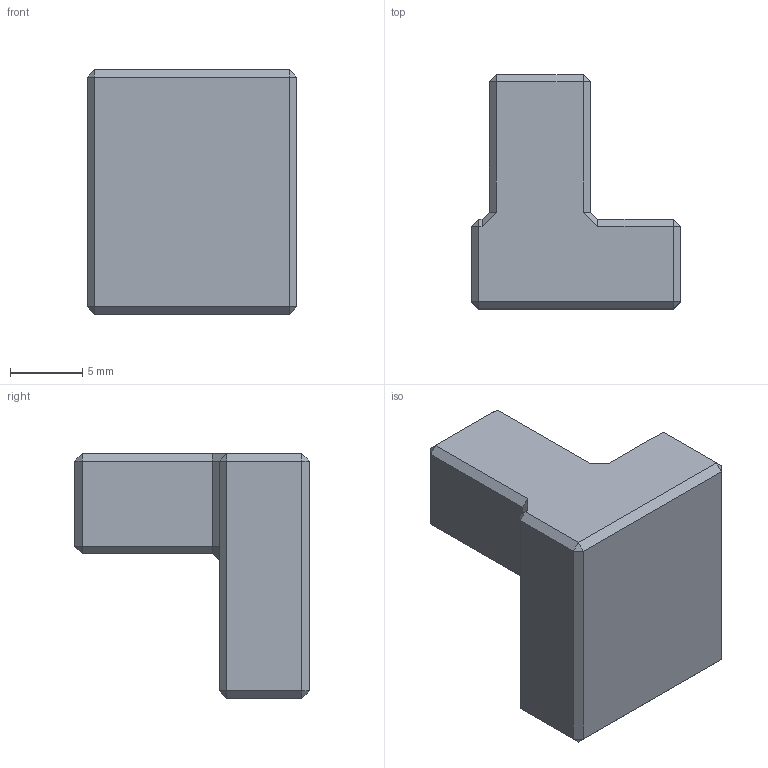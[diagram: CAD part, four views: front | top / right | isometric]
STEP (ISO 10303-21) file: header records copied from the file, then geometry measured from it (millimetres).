
FILE_DESCRIPTION (( 'STEP AP214' ), '1' );
FILE_NAME ('ÊÖ¶¯¼ü¼üÃ±×', '2024-03-10T13:07:19', ( '' ), ( '' ), 'SwSTEP 2.0', 'SolidWorks 2024', '' );
FILE_SCHEMA (( 'AUTOMOTIVE_DESIGN' ));
Length unit declared in the file: millimetre
Products named in the file (1): 手动键键帽左
Bounding box: 14.5 x 16.2 x 16.9 mm (x, y, z)
Volume: 1745.2 mm3; surface area: 1336.7 mm2
Topology: 1 solids, 1 shells, 59 faces, 120 edges, 64 vertices
Faces by surface type: plane 59
Entity records: 1473 total; most frequent: CARTESIAN_POINT 244, DIRECTION 240, ORIENTED_EDGE 240, VECTOR 120, LINE 120, EDGE_CURVE 120, VERTEX_POINT 64, EDGE_LOOP 60
